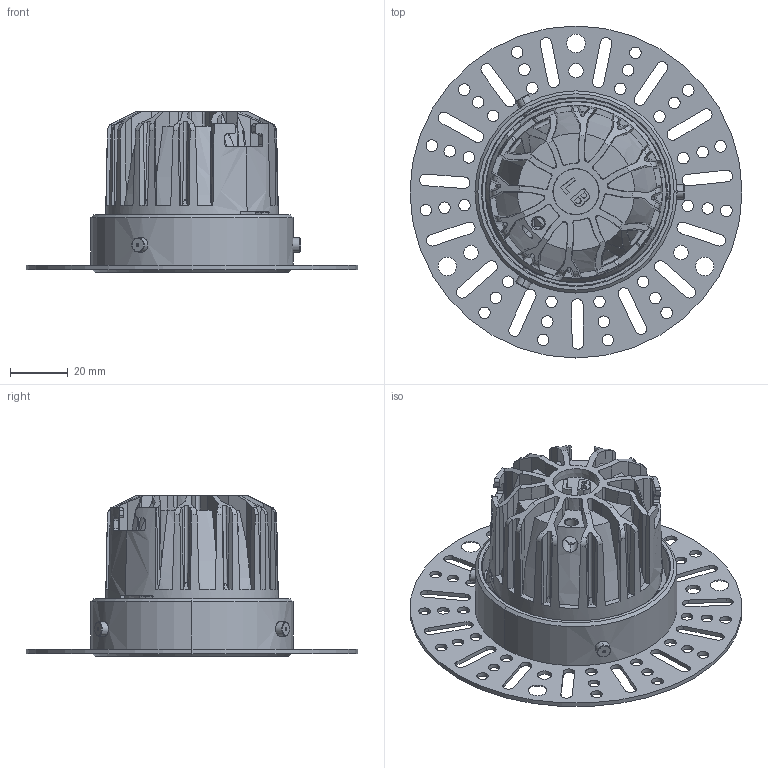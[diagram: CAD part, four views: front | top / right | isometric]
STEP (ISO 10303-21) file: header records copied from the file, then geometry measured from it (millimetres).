
FILE_DESCRIPTION (( 'STEP AP214' ), '1' );
FILE_NAME ('TRE-TL1202.STEP', '2024-05-08T02:52:55', ( '微软用户' ), ( '微软中国' ), 'SwSTEP 2.0', 'SolidWorks 2020', '' );
FILE_SCHEMA (( 'AUTOMOTIVE_DESIGN' ));
Length unit declared in the file: millimetre
Products named in the file (11): SL-CXA-15-HD-B-V5; TRE-TL1203囀遠; 48X2胶圈; 5x6粟紩; SL-050J; 科锐 CXA1507; TRE-12R-散热器; TRE-TL1202; 昹檄肅毀嫖戚SL-050K ; 45X1.5胶圈（透明）; TRE-TL1203拸晚遺
Assembly tree (12 placements, depth 3):
  TRE-TL1202
    昹檄肅毀嫖戚SL-050K 
      SL-CXA-15-HD-B-V5
      SL-050J
    TRE-TL1203囀遠
    科锐 CXA1507
    45X1.5胶圈（透明）
    48X2胶圈
    TRE-12R-散热器
    TRE-TL1203拸晚遺
    5x6粟紩  x3
Bounding box: 115 x 115 x 55.7 mm (x, y, z)
Volume: 70411.1 mm3; surface area: 67355.8 mm2
Topology: 14 solids, 14 shells, 1210 faces, 3371 edges, 2220 vertices
Faces by surface type: plane 525, cylinder 362, bspline 153, cone 127, torus 41, sphere 2
Entity records: 58650 total; most frequent: CARTESIAN_POINT 29503, ORIENTED_EDGE 6586, DIRECTION 5084, EDGE_CURVE 3293, VERTEX_POINT 2176, AXIS2_PLACEMENT_3D 1898, EDGE_LOOP 1365, LINE 1288
